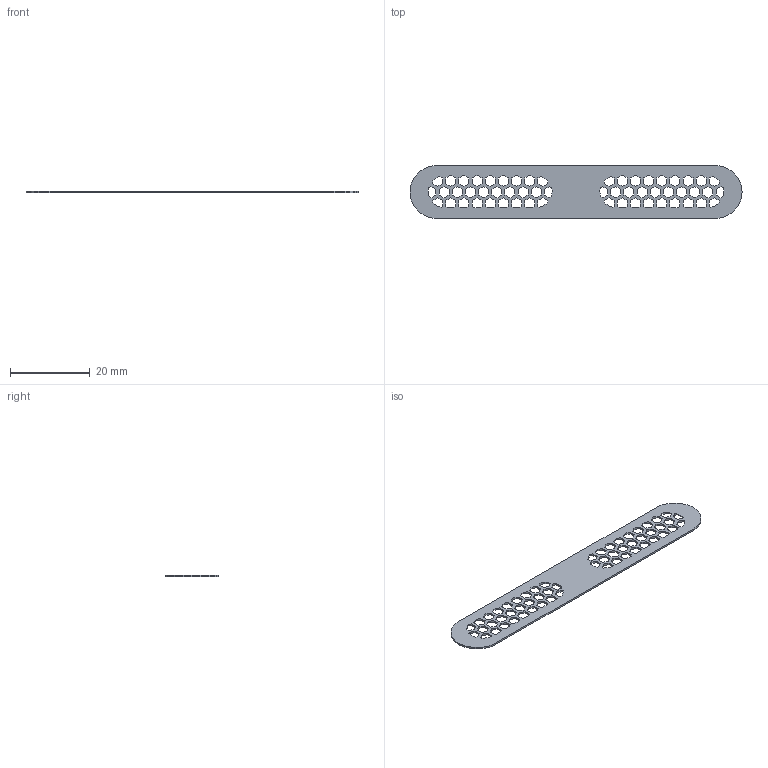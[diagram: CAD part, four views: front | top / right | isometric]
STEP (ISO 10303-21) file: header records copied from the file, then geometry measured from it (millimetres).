
FILE_DESCRIPTION (( 'STEP AP203' ), '1' );
FILE_NAME ('Backside Vent Cover REF2014.STEP', '2025-11-29T16:59:43', ( '' ), ( '' ), 'SwSTEP 2.0', 'SolidWorks 2025', '' );
FILE_SCHEMA (( 'CONFIG_CONTROL_DESIGN' ));
Length unit declared in the file: millimetre
Products named in the file (1): Backside Vent Cover REF2014
Bounding box: 83.2 x 13.2 x 0.45 mm (x, y, z)
Volume: 349.7 mm3; surface area: 1847.5 mm2
Topology: 1 solids, 1 shells, 372 faces, 1110 edges, 740 vertices
Faces by surface type: plane 356, cylinder 16
Entity records: 12567 total; most frequent: CARTESIAN_POINT 2223, ORIENTED_EDGE 2220, DIRECTION 1888, EDGE_CURVE 1110, LINE 1078, VECTOR 1078, VERTEX_POINT 740, EDGE_LOOP 484
